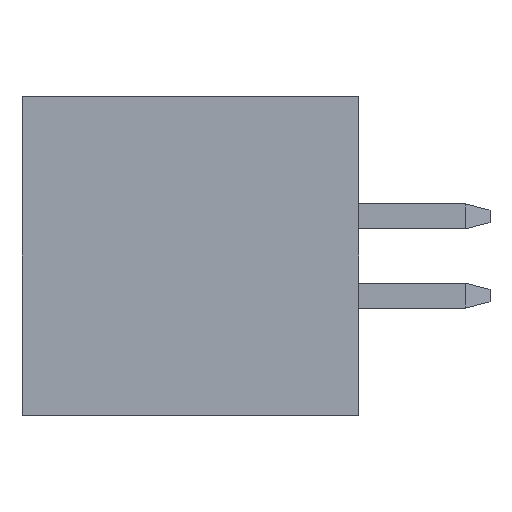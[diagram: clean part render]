
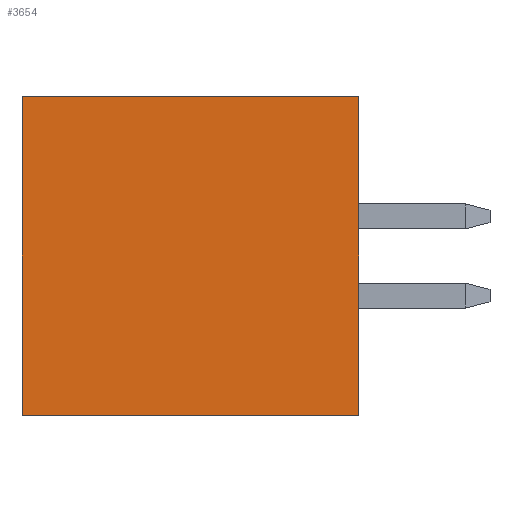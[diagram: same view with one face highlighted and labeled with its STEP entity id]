
A CAD part, left-side view. The second image highlights one B-rep face of the part: STEP entity #3654.
In plain terms, the highlighted planar face has unit normal (-1, 0, 0).
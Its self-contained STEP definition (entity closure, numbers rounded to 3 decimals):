
#132=FACE_OUTER_BOUND('',#361,.T.);
#361=EDGE_LOOP('',(#2746,#2747,#2748,#2749));
#548=LINE('',#5060,#1055);
#553=LINE('',#5070,#1060);
#719=LINE('',#5402,#1226);
#739=LINE('',#5440,#1246);
#1055=VECTOR('',#4100,10.);
#1060=VECTOR('',#4109,10.);
#1226=VECTOR('',#4383,10.);
#1246=VECTOR('',#4421,10.);
#1551=VERTEX_POINT('',#5057);
#1552=VERTEX_POINT('',#5059);
#1555=VERTEX_POINT('',#5069);
#1667=VERTEX_POINT('',#5401);
#1872=EDGE_CURVE('',#1551,#1552,#548,.T.);
#1877=EDGE_CURVE('',#1552,#1555,#553,.T.);
#2043=EDGE_CURVE('',#1555,#1667,#719,.T.);
#2063=EDGE_CURVE('',#1551,#1667,#739,.T.);
#2746=ORIENTED_EDGE('',*,*,#1872,.F.);
#2747=ORIENTED_EDGE('',*,*,#2063,.T.);
#2748=ORIENTED_EDGE('',*,*,#2043,.F.);
#2749=ORIENTED_EDGE('',*,*,#1877,.F.);
#3435=PLANE('',#3897);
#3654=ADVANCED_FACE('',(#132),#3435,.T.);
#3897=AXIS2_PLACEMENT_3D('',#5441,#4422,#4423);
#4100=DIRECTION('',(0.,0.,-1.));
#4109=DIRECTION('',(0.,1.,0.));
#4383=DIRECTION('',(0.,0.,1.));
#4421=DIRECTION('',(0.,1.,0.));
#4422=DIRECTION('center_axis',(-1.,0.,0.));
#4423=DIRECTION('ref_axis',(0.,0.,1.));
#5057=CARTESIAN_POINT('',(-6.325,0.,2.55));
#5059=CARTESIAN_POINT('',(-6.325,0.,-2.55));
#5060=CARTESIAN_POINT('',(-6.325,0.,2.55));
#5069=CARTESIAN_POINT('',(-6.325,5.4,-2.55));
#5070=CARTESIAN_POINT('',(-6.325,0.,-2.55));
#5401=CARTESIAN_POINT('',(-6.325,5.4,2.55));
#5402=CARTESIAN_POINT('',(-6.325,5.4,-2.55));
#5440=CARTESIAN_POINT('',(-6.325,0.,2.55));
#5441=CARTESIAN_POINT('Origin',(-6.325,0.,-2.55));
